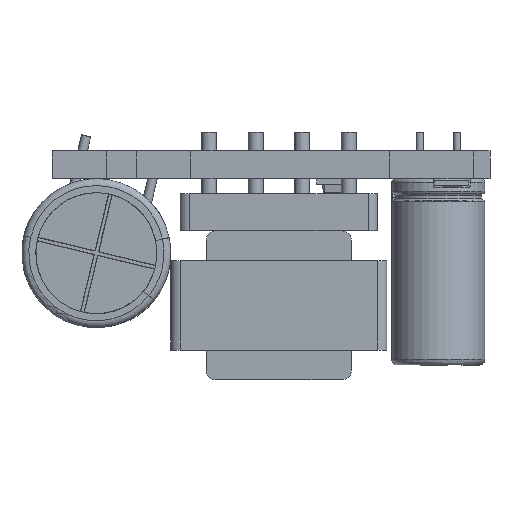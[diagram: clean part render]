
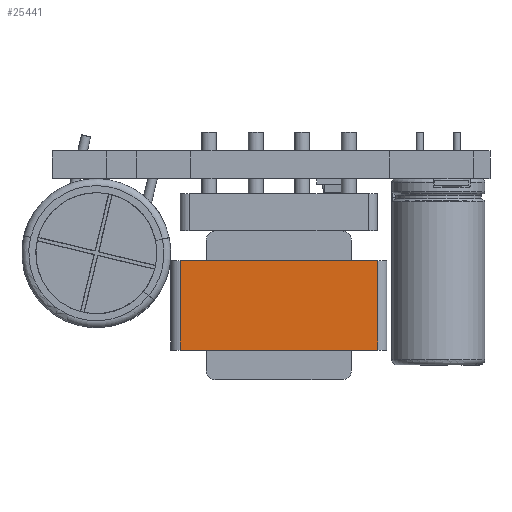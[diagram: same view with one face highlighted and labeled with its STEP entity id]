
A CAD part, front view. The second image highlights one B-rep face of the part: STEP entity #25441.
In plain terms, the highlighted planar face has unit normal (0, -1, 0).
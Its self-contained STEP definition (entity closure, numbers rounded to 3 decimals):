
#3058 = CARTESIAN_POINT ( 'NONE',  ( 11.1, 0., 4.8 ) ) ;
#3771 = PLANE ( 'NONE',  #43596 ) ;
#4938 = LINE ( 'NONE', #7870, #33940 ) ;
#6675 = DIRECTION ( 'NONE',  ( 0., 0., 1. ) ) ;
#7283 = EDGE_CURVE ( 'NONE', #32473, #20393, #4938, .T. ) ;
#7870 = CARTESIAN_POINT ( 'NONE',  ( 0., 0., 0. ) ) ;
#10125 = VECTOR ( 'NONE', #34122, 1000. ) ;
#11405 = DIRECTION ( 'NONE',  ( 0., 0., 1. ) ) ;
#14731 = DIRECTION ( 'NONE',  ( 0., 1., 0. ) ) ;
#15192 = CARTESIAN_POINT ( 'NONE',  ( 0.5, 0., 0. ) ) ;
#16274 = ORIENTED_EDGE ( 'NONE', *, *, #29423, .T. ) ;
#16471 = CARTESIAN_POINT ( 'NONE',  ( 0.5, 0., 4.8 ) ) ;
#17338 = LINE ( 'NONE', #3058, #20166 ) ;
#17954 = CARTESIAN_POINT ( 'NONE',  ( 11.1, 0., 4.8 ) ) ;
#20166 = VECTOR ( 'NONE', #6675, 1000. ) ;
#20393 = VERTEX_POINT ( 'NONE', #43151 ) ;
#21030 = LINE ( 'NONE', #41562, #31500 ) ;
#22385 = DIRECTION ( 'NONE',  ( 1., 0., 0. ) ) ;
#24709 = EDGE_LOOP ( 'NONE', ( #32708, #27792, #37673, #16274 ) ) ;
#25441 = ADVANCED_FACE ( 'NONE', ( #34901 ), #3771, .F. ) ;
#25523 = EDGE_CURVE ( 'NONE', #39232, #35499, #21030, .T. ) ;
#27792 = ORIENTED_EDGE ( 'NONE', *, *, #36754, .T. ) ;
#29251 = CARTESIAN_POINT ( 'NONE',  ( 0.5, 0., 4.8 ) ) ;
#29423 = EDGE_CURVE ( 'NONE', #20393, #35499, #17338, .T. ) ;
#31500 = VECTOR ( 'NONE', #41341, 1000. ) ;
#31517 = CARTESIAN_POINT ( 'NONE',  ( 0., 0., 4.8 ) ) ;
#32473 = VERTEX_POINT ( 'NONE', #15192 ) ;
#32708 = ORIENTED_EDGE ( 'NONE', *, *, #25523, .F. ) ;
#33940 = VECTOR ( 'NONE', #22385, 1000. ) ;
#34122 = DIRECTION ( 'NONE',  ( 0., 0., -1. ) ) ;
#34901 = FACE_OUTER_BOUND ( 'NONE', #24709, .T. ) ;
#35499 = VERTEX_POINT ( 'NONE', #17954 ) ;
#36754 = EDGE_CURVE ( 'NONE', #39232, #32473, #43702, .T. ) ;
#37673 = ORIENTED_EDGE ( 'NONE', *, *, #7283, .T. ) ;
#39232 = VERTEX_POINT ( 'NONE', #16471 ) ;
#41341 = DIRECTION ( 'NONE',  ( 1., 0., 0. ) ) ;
#41562 = CARTESIAN_POINT ( 'NONE',  ( 0., 0., 4.8 ) ) ;
#43151 = CARTESIAN_POINT ( 'NONE',  ( 11.1, 0., 0. ) ) ;
#43596 = AXIS2_PLACEMENT_3D ( 'NONE', #31517, #14731, #11405 ) ;
#43702 = LINE ( 'NONE', #29251, #10125 ) ;
